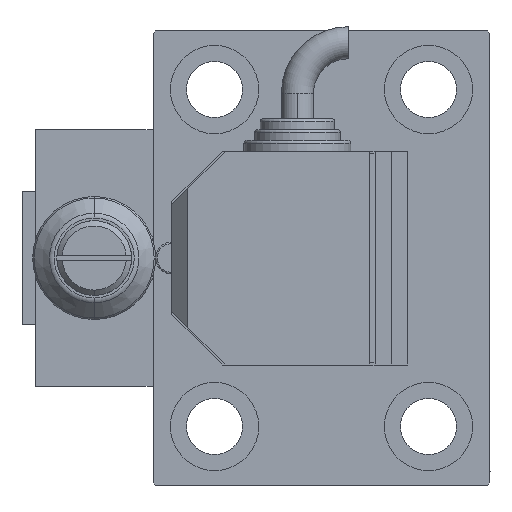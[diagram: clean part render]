
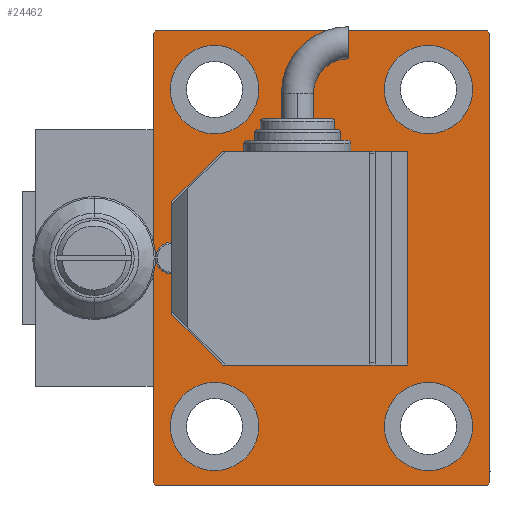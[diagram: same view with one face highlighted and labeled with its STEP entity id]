
A CAD part, left-side view. The second image highlights one B-rep face of the part: STEP entity #24462.
In plain terms, the highlighted face is planar.
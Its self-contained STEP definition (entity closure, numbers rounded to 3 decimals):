
#238 = FACE_OUTER_BOUND ( 'NONE', #39708, .T. ) ;
#718 = CIRCLE ( 'NONE', #15367, 8.25 ) ;
#1225 = DIRECTION ( 'NONE',  ( 0., 0.707, -0.707 ) ) ;
#1777 = EDGE_CURVE ( 'NONE', #42441, #6858, #5501, .T. ) ;
#1829 = CARTESIAN_POINT ( 'NONE',  ( 113., 20., 31.5 ) ) ;
#2895 = CARTESIAN_POINT ( 'NONE',  ( 113., 31.5, 42. ) ) ;
#2981 = CARTESIAN_POINT ( 'NONE',  ( 113., 31., -42.5 ) ) ;
#3383 = VECTOR ( 'NONE', #47212, 1000. ) ;
#3474 = DIRECTION ( 'NONE',  ( -1., 0., 0. ) ) ;
#3581 = EDGE_CURVE ( 'NONE', #26917, #42191, #25000, .T. ) ;
#3636 = CARTESIAN_POINT ( 'NONE',  ( 113., 20., 31.5 ) ) ;
#4188 = CARTESIAN_POINT ( 'NONE',  ( 113., -31.5, 42. ) ) ;
#4395 = EDGE_CURVE ( 'NONE', #29164, #4914, #49443, .T. ) ;
#4608 = CIRCLE ( 'NONE', #19242, 8.25 ) ;
#4804 = LINE ( 'NONE', #40139, #17539 ) ;
#4914 = VERTEX_POINT ( 'NONE', #45878 ) ;
#5501 = LINE ( 'NONE', #17711, #28985 ) ;
#5665 = EDGE_CURVE ( 'NONE', #42982, #6002, #50143, .T. ) ;
#6002 = VERTEX_POINT ( 'NONE', #6470 ) ;
#6263 = ORIENTED_EDGE ( 'NONE', *, *, #5665, .T. ) ;
#6470 = CARTESIAN_POINT ( 'NONE',  ( 113., -20., 23.25 ) ) ;
#6858 = VERTEX_POINT ( 'NONE', #47186 ) ;
#6948 = DIRECTION ( 'NONE',  ( 0., 0., 1. ) ) ;
#7781 = ORIENTED_EDGE ( 'NONE', *, *, #45121, .T. ) ;
#7898 = EDGE_CURVE ( 'NONE', #42191, #26917, #12036, .T. ) ;
#8545 = CARTESIAN_POINT ( 'NONE',  ( 113., -31., -42.5 ) ) ;
#8717 = AXIS2_PLACEMENT_3D ( 'NONE', #22806, #3474, #49256 ) ;
#9039 = ORIENTED_EDGE ( 'NONE', *, *, #3581, .T. ) ;
#9803 = VERTEX_POINT ( 'NONE', #26589 ) ;
#10247 = AXIS2_PLACEMENT_3D ( 'NONE', #11253, #27025, #45619 ) ;
#10393 = DIRECTION ( 'NONE',  ( 0., 0., 1. ) ) ;
#10400 = CARTESIAN_POINT ( 'NONE',  ( 113., 20., -31.5 ) ) ;
#10816 = CARTESIAN_POINT ( 'NONE',  ( 113., -31., 42.5 ) ) ;
#10916 = EDGE_LOOP ( 'NONE', ( #42688, #6263 ) ) ;
#11223 = ORIENTED_EDGE ( 'NONE', *, *, #7898, .T. ) ;
#11253 = CARTESIAN_POINT ( 'NONE',  ( 113., -20., 31.5 ) ) ;
#11341 = ORIENTED_EDGE ( 'NONE', *, *, #1777, .T. ) ;
#11687 = DIRECTION ( 'NONE',  ( 1., 0., 0. ) ) ;
#11780 = VERTEX_POINT ( 'NONE', #47842 ) ;
#12036 = CIRCLE ( 'NONE', #19369, 8.25 ) ;
#12419 = EDGE_CURVE ( 'NONE', #17233, #9803, #40034, .T. ) ;
#12744 = ORIENTED_EDGE ( 'NONE', *, *, #12419, .T. ) ;
#12856 = CARTESIAN_POINT ( 'NONE',  ( 113., -31.5, -42.5 ) ) ;
#13094 = VERTEX_POINT ( 'NONE', #2895 ) ;
#13754 = ORIENTED_EDGE ( 'NONE', *, *, #26213, .T. ) ;
#14480 = LINE ( 'NONE', #18536, #22700 ) ;
#15082 = LINE ( 'NONE', #23455, #41076 ) ;
#15123 = AXIS2_PLACEMENT_3D ( 'NONE', #38165, #11687, #30519 ) ;
#15164 = EDGE_CURVE ( 'NONE', #11780, #42960, #33874, .T. ) ;
#15367 = AXIS2_PLACEMENT_3D ( 'NONE', #45799, #26222, #33847 ) ;
#16956 = DIRECTION ( 'NONE',  ( 0., 0., -1. ) ) ;
#17233 = VERTEX_POINT ( 'NONE', #2981 ) ;
#17367 = VECTOR ( 'NONE', #37940, 1000. ) ;
#17539 = VECTOR ( 'NONE', #1225, 1000. ) ;
#17711 = CARTESIAN_POINT ( 'NONE',  ( 113., -31.5, 42.5 ) ) ;
#17945 = ORIENTED_EDGE ( 'NONE', *, *, #23892, .T. ) ;
#18365 = CARTESIAN_POINT ( 'NONE',  ( 113., 31.5, 42.5 ) ) ;
#18536 = CARTESIAN_POINT ( 'NONE',  ( 113., -36.75, 36.75 ) ) ;
#18795 = DIRECTION ( 'NONE',  ( 0., 0., 1. ) ) ;
#19242 = AXIS2_PLACEMENT_3D ( 'NONE', #3636, #26783, #6948 ) ;
#19369 = AXIS2_PLACEMENT_3D ( 'NONE', #41922, #29978, #10393 ) ;
#20344 = EDGE_CURVE ( 'NONE', #9803, #13094, #15082, .T. ) ;
#22323 = DIRECTION ( 'NONE',  ( 0., -0.707, 0.707 ) ) ;
#22700 = VECTOR ( 'NONE', #45755, 1000. ) ;
#22806 = CARTESIAN_POINT ( 'NONE',  ( 113., -20., 31.5 ) ) ;
#23136 = PLANE ( 'NONE',  #15123 ) ;
#23455 = CARTESIAN_POINT ( 'NONE',  ( 113., 31.5, -42.5 ) ) ;
#23892 = EDGE_CURVE ( 'NONE', #13094, #11780, #34020, .T. ) ;
#24003 = CARTESIAN_POINT ( 'NONE',  ( 113., -20., 39.75 ) ) ;
#24060 = LINE ( 'NONE', #12856, #3383 ) ;
#24462 = ADVANCED_FACE ( 'NONE', ( #30760, #42224, #41969, #42968, #238 ), #23136, .T. ) ;
#24527 = CARTESIAN_POINT ( 'NONE',  ( 113., -20., -39.75 ) ) ;
#24589 = EDGE_CURVE ( 'NONE', #6858, #32300, #4804, .T. ) ;
#25000 = CIRCLE ( 'NONE', #29062, 8.25 ) ;
#25277 = EDGE_CURVE ( 'NONE', #6002, #42982, #37067, .T. ) ;
#25674 = VERTEX_POINT ( 'NONE', #44158 ) ;
#25976 = CARTESIAN_POINT ( 'NONE',  ( 113., 20., 23.25 ) ) ;
#26145 = CARTESIAN_POINT ( 'NONE',  ( 113., 36.75, 36.75 ) ) ;
#26213 = EDGE_CURVE ( 'NONE', #27365, #25674, #4608, .T. ) ;
#26222 = DIRECTION ( 'NONE',  ( -1., 0., 0. ) ) ;
#26589 = CARTESIAN_POINT ( 'NONE',  ( 113., 31.5, -42. ) ) ;
#26783 = DIRECTION ( 'NONE',  ( -1., 0., 0. ) ) ;
#26917 = VERTEX_POINT ( 'NONE', #24527 ) ;
#27024 = DIRECTION ( 'NONE',  ( 0., 0., 1. ) ) ;
#27025 = DIRECTION ( 'NONE',  ( -1., 0., 0. ) ) ;
#27365 = VERTEX_POINT ( 'NONE', #25976 ) ;
#28504 = CARTESIAN_POINT ( 'NONE',  ( 113., -20., -23.25 ) ) ;
#28985 = VECTOR ( 'NONE', #16956, 1000. ) ;
#29062 = AXIS2_PLACEMENT_3D ( 'NONE', #38937, #46068, #42257 ) ;
#29164 = VERTEX_POINT ( 'NONE', #36677 ) ;
#29315 = DIRECTION ( 'NONE',  ( -1., 0., 0. ) ) ;
#29978 = DIRECTION ( 'NONE',  ( -1., 0., 0. ) ) ;
#30519 = DIRECTION ( 'NONE',  ( 0., 0., -1. ) ) ;
#30760 = FACE_BOUND ( 'NONE', #33642, .T. ) ;
#32300 = VERTEX_POINT ( 'NONE', #8545 ) ;
#32715 = ORIENTED_EDGE ( 'NONE', *, *, #38163, .T. ) ;
#33642 = EDGE_LOOP ( 'NONE', ( #9039, #11223 ) ) ;
#33847 = DIRECTION ( 'NONE',  ( 0., 0., 1. ) ) ;
#33874 = LINE ( 'NONE', #18365, #17367 ) ;
#34020 = LINE ( 'NONE', #26145, #34604 ) ;
#34136 = ORIENTED_EDGE ( 'NONE', *, *, #4395, .T. ) ;
#34604 = VECTOR ( 'NONE', #22323, 1000. ) ;
#34968 = AXIS2_PLACEMENT_3D ( 'NONE', #1829, #29315, #40237 ) ;
#36244 = EDGE_CURVE ( 'NONE', #42960, #42441, #14480, .T. ) ;
#36463 = DIRECTION ( 'NONE',  ( 0., 0.707, 0.707 ) ) ;
#36555 = CIRCLE ( 'NONE', #34968, 8.25 ) ;
#36677 = CARTESIAN_POINT ( 'NONE',  ( 113., 20., -39.75 ) ) ;
#37067 = CIRCLE ( 'NONE', #10247, 8.25 ) ;
#37640 = ORIENTED_EDGE ( 'NONE', *, *, #20344, .T. ) ;
#37940 = DIRECTION ( 'NONE',  ( 0., -1., 0. ) ) ;
#38163 = EDGE_CURVE ( 'NONE', #25674, #27365, #36555, .T. ) ;
#38165 = CARTESIAN_POINT ( 'NONE',  ( 113., 0., 0. ) ) ;
#38937 = CARTESIAN_POINT ( 'NONE',  ( 113., -20., -31.5 ) ) ;
#39708 = EDGE_LOOP ( 'NONE', ( #49000, #47691, #11341, #40725, #46326, #12744, #37640, #17945 ) ) ;
#40034 = LINE ( 'NONE', #47660, #49546 ) ;
#40139 = CARTESIAN_POINT ( 'NONE',  ( 113., -36.75, -36.75 ) ) ;
#40237 = DIRECTION ( 'NONE',  ( 0., 0., 1. ) ) ;
#40563 = EDGE_LOOP ( 'NONE', ( #34136, #7781 ) ) ;
#40725 = ORIENTED_EDGE ( 'NONE', *, *, #24589, .T. ) ;
#41076 = VECTOR ( 'NONE', #27024, 1000. ) ;
#41592 = EDGE_CURVE ( 'NONE', #32300, #17233, #24060, .T. ) ;
#41922 = CARTESIAN_POINT ( 'NONE',  ( 113., -20., -31.5 ) ) ;
#41969 = FACE_BOUND ( 'NONE', #46256, .T. ) ;
#42191 = VERTEX_POINT ( 'NONE', #28504 ) ;
#42224 = FACE_BOUND ( 'NONE', #10916, .T. ) ;
#42257 = DIRECTION ( 'NONE',  ( 0., 0., 1. ) ) ;
#42441 = VERTEX_POINT ( 'NONE', #4188 ) ;
#42688 = ORIENTED_EDGE ( 'NONE', *, *, #25277, .T. ) ;
#42960 = VERTEX_POINT ( 'NONE', #10816 ) ;
#42968 = FACE_BOUND ( 'NONE', #40563, .T. ) ;
#42982 = VERTEX_POINT ( 'NONE', #24003 ) ;
#44158 = CARTESIAN_POINT ( 'NONE',  ( 113., 20., 39.75 ) ) ;
#45121 = EDGE_CURVE ( 'NONE', #4914, #29164, #718, .T. ) ;
#45619 = DIRECTION ( 'NONE',  ( 0., 0., 1. ) ) ;
#45755 = DIRECTION ( 'NONE',  ( 0., -0.707, -0.707 ) ) ;
#45799 = CARTESIAN_POINT ( 'NONE',  ( 113., 20., -31.5 ) ) ;
#45878 = CARTESIAN_POINT ( 'NONE',  ( 113., 20., -23.25 ) ) ;
#46068 = DIRECTION ( 'NONE',  ( -1., 0., 0. ) ) ;
#46175 = AXIS2_PLACEMENT_3D ( 'NONE', #10400, #49560, #18795 ) ;
#46256 = EDGE_LOOP ( 'NONE', ( #13754, #32715 ) ) ;
#46326 = ORIENTED_EDGE ( 'NONE', *, *, #41592, .T. ) ;
#47186 = CARTESIAN_POINT ( 'NONE',  ( 113., -31.5, -42. ) ) ;
#47212 = DIRECTION ( 'NONE',  ( 0., 1., 0. ) ) ;
#47660 = CARTESIAN_POINT ( 'NONE',  ( 113., 36.75, -36.75 ) ) ;
#47691 = ORIENTED_EDGE ( 'NONE', *, *, #36244, .T. ) ;
#47842 = CARTESIAN_POINT ( 'NONE',  ( 113., 31., 42.5 ) ) ;
#49000 = ORIENTED_EDGE ( 'NONE', *, *, #15164, .T. ) ;
#49256 = DIRECTION ( 'NONE',  ( 0., 0., 1. ) ) ;
#49443 = CIRCLE ( 'NONE', #46175, 8.25 ) ;
#49546 = VECTOR ( 'NONE', #36463, 1000. ) ;
#49560 = DIRECTION ( 'NONE',  ( -1., 0., 0. ) ) ;
#50143 = CIRCLE ( 'NONE', #8717, 8.25 ) ;
